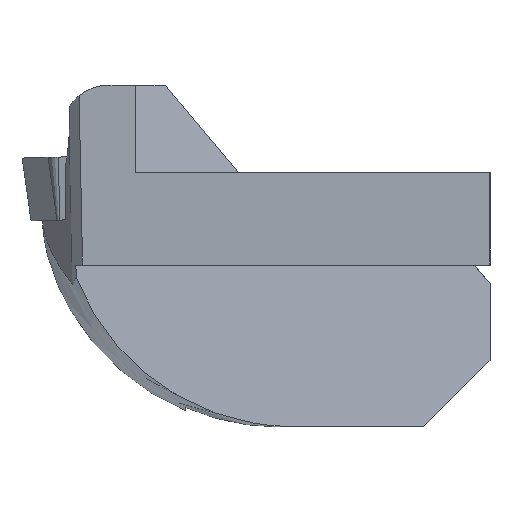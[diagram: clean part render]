
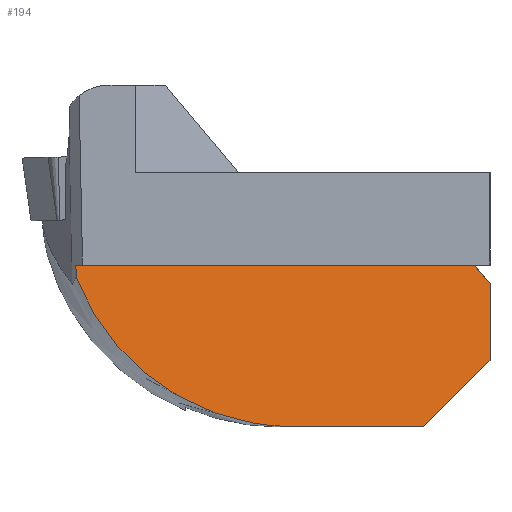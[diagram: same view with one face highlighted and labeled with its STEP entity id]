
A CAD part, top view. The second image highlights one B-rep face of the part: STEP entity #194.
In plain terms, the highlighted planar face has unit normal (0, 0.139, 0.99).
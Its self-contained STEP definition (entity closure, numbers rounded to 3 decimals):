
#144=PLANE('',#1334);
#194=ADVANCED_FACE('',(#265),#144,.T.);
#265=FACE_OUTER_BOUND('',#320,.T.);
#320=EDGE_LOOP('',(#528,#529,#530,#531,#532,#533,#534));
#396=B_SPLINE_CURVE_WITH_KNOTS('',3,(#1879,#1880,#1881,#1882,#1883,#1884),
 .UNSPECIFIED.,.F.,.F.,(4,2,4),(0.,0.5,1.),.UNSPECIFIED.);
#528=ORIENTED_EDGE('',*,*,#943,.F.);
#529=ORIENTED_EDGE('',*,*,#948,.T.);
#530=ORIENTED_EDGE('',*,*,#949,.T.);
#531=ORIENTED_EDGE('',*,*,#935,.F.);
#532=ORIENTED_EDGE('',*,*,#929,.T.);
#533=ORIENTED_EDGE('',*,*,#905,.T.);
#534=ORIENTED_EDGE('',*,*,#940,.F.);
#791=VERTEX_POINT('',#1797);
#792=VERTEX_POINT('',#1799);
#812=VERTEX_POINT('',#1885);
#816=VERTEX_POINT('',#1911);
#819=VERTEX_POINT('',#1919);
#821=VERTEX_POINT('',#1925);
#826=VERTEX_POINT('',#1938);
#905=EDGE_CURVE('',#792,#791,#1063,.T.);
#929=EDGE_CURVE('',#812,#792,#396,.T.);
#935=EDGE_CURVE('',#812,#816,#1074,.T.);
#940=EDGE_CURVE('',#819,#791,#1079,.T.);
#943=EDGE_CURVE('',#821,#819,#1082,.T.);
#948=EDGE_CURVE('',#821,#826,#1087,.T.);
#949=EDGE_CURVE('',#826,#816,#1088,.T.);
#1063=LINE('',#1798,#1165);
#1074=LINE('',#1910,#1177);
#1079=LINE('',#1920,#1182);
#1082=LINE('',#1926,#1185);
#1087=LINE('',#1937,#1190);
#1088=LINE('',#1939,#1191);
#1165=VECTOR('',#1448,1.);
#1177=VECTOR('',#1480,1.);
#1182=VECTOR('',#1487,1.);
#1185=VECTOR('',#1492,1.);
#1190=VECTOR('',#1501,1.);
#1191=VECTOR('',#1502,1.);
#1334=AXIS2_PLACEMENT_3D('',#1940,#1503,#1504);
#1448=DIRECTION('',(1.,0.,0.));
#1480=DIRECTION('',(-0.028,0.99,-0.139));
#1487=DIRECTION('',(-0.704,-0.704,0.099));
#1492=DIRECTION('',(0.,-0.99,0.139));
#1501=DIRECTION('',(-0.639,0.762,-0.107));
#1502=DIRECTION('',(-1.,0.,0.));
#1503=DIRECTION('',(0.,0.139,0.99));
#1504=DIRECTION('',(0.,-0.99,0.139));
#1797=CARTESIAN_POINT('',(3.7,-9.6,0.857));
#1798=CARTESIAN_POINT('',(-1.624,-9.6,0.857));
#1799=CARTESIAN_POINT('',(-1.241,-9.6,0.857));
#1879=CARTESIAN_POINT('',(-9.436,-3.965,0.065));
#1880=CARTESIAN_POINT('',(-8.802,-5.606,0.296));
#1881=CARTESIAN_POINT('',(-7.678,-7.033,0.497));
#1882=CARTESIAN_POINT('',(-4.776,-9.042,0.779));
#1883=CARTESIAN_POINT('',(-3.025,-9.6,0.857));
#1884=CARTESIAN_POINT('',(-1.241,-9.6,0.857));
#1885=CARTESIAN_POINT('',(-9.436,-3.965,0.065));
#1910=CARTESIAN_POINT('',(-9.443,-3.714,0.03));
#1911=CARTESIAN_POINT('',(-9.449,-3.5,0.));
#1919=CARTESIAN_POINT('',(6.2,-7.1,0.506));
#1920=CARTESIAN_POINT('',(4.144,-9.156,0.795));
#1925=CARTESIAN_POINT('',(6.2,-4.2,0.098));
#1926=CARTESIAN_POINT('',(6.2,-3.5,0.));
#1937=CARTESIAN_POINT('',(2.657,0.023,-0.495));
#1938=CARTESIAN_POINT('',(5.613,-3.5,0.));
#1939=CARTESIAN_POINT('',(-14.85,-3.5,0.));
#1940=CARTESIAN_POINT('',(-1.624,-3.5,0.));
